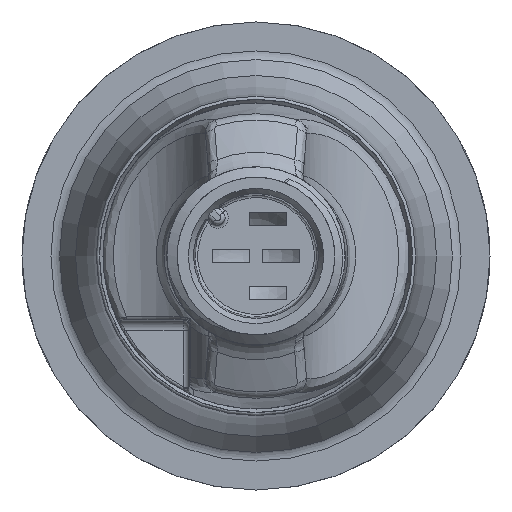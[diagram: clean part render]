
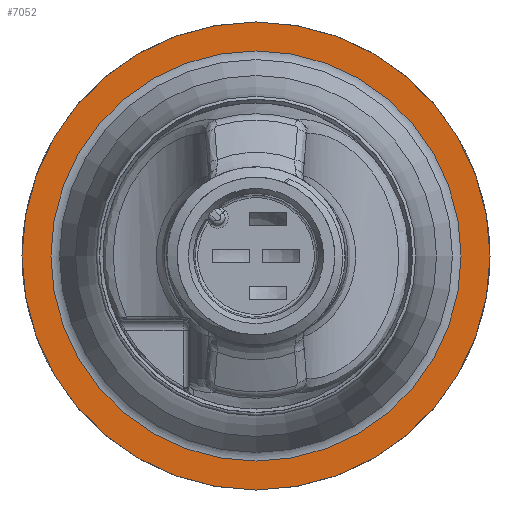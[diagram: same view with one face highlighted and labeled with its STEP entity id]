
A CAD part, front view. The second image highlights one B-rep face of the part: STEP entity #7052.
In plain terms, the highlighted planar face has unit normal (0, -1, 0).
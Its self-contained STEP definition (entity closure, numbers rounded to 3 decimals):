
#2175=ORIENTED_EDGE('',*,*,#2967,.T.);
#2176=ORIENTED_EDGE('',*,*,#2920,.T.);
#2920=EDGE_CURVE('',#3417,#3417,#3678,.T.);
#2967=EDGE_CURVE('',#3460,#3460,#3713,.T.);
#3417=VERTEX_POINT('',#14871);
#3460=VERTEX_POINT('',#15029);
#3678=CIRCLE('',#7463,15.75);
#3713=CIRCLE('',#7530,13.803);
#4079=EDGE_LOOP('',(#2175));
#4080=EDGE_LOOP('',(#2176));
#4482=FACE_BOUND('',#4079,.T.);
#4483=FACE_BOUND('',#4080,.T.);
#4643=PLANE('',#7529);
#7052=ADVANCED_FACE('',(#4482,#4483),#4643,.F.);
#7463=AXIS2_PLACEMENT_3D('',#14870,#8534,#8535);
#7529=AXIS2_PLACEMENT_3D('',#15027,#8672,#8673);
#7530=AXIS2_PLACEMENT_3D('',#15028,#8674,#8675);
#8534=DIRECTION('',(0.,-1.,0.));
#8535=DIRECTION('',(0.,0.,-1.));
#8672=DIRECTION('',(0.,1.,0.));
#8673=DIRECTION('',(0.,0.,1.));
#8674=DIRECTION('',(0.,1.,0.));
#8675=DIRECTION('',(0.,0.,1.));
#14870=CARTESIAN_POINT('',(0.,-14.,0.));
#14871=CARTESIAN_POINT('',(0.,-14.,-15.75));
#15027=CARTESIAN_POINT('',(0.,-14.,15.75));
#15028=CARTESIAN_POINT('',(0.,-14.,0.));
#15029=CARTESIAN_POINT('',(0.,-14.,13.803));
